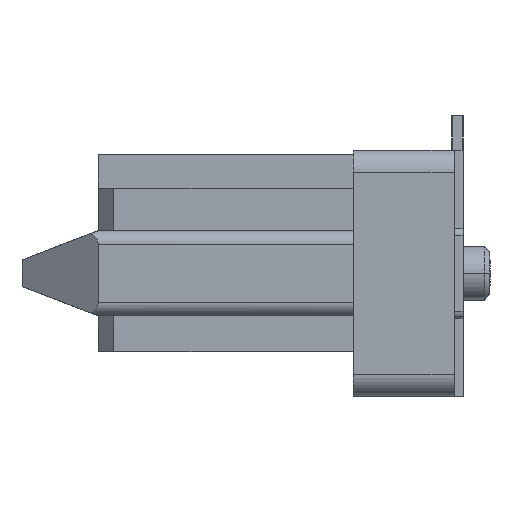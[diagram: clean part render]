
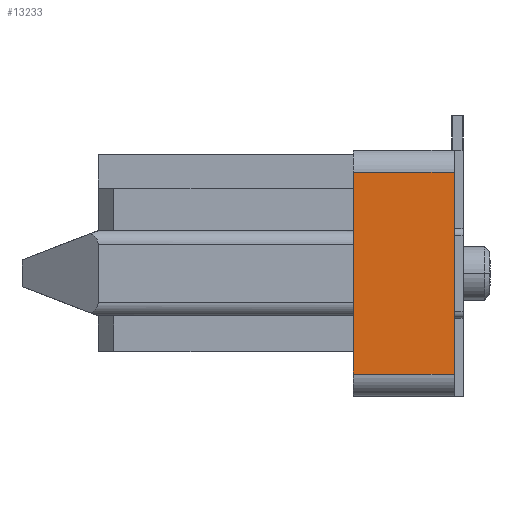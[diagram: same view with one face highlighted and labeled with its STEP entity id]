
A CAD part, left-side view. The second image highlights one B-rep face of the part: STEP entity #13233.
In plain terms, the highlighted planar face has unit normal (-1, 0, 0).
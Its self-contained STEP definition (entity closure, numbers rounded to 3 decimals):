
#810=DIRECTION('',(0.,0.,-1.));
#811=VECTOR('',#810,4.5);
#812=CARTESIAN_POINT('',(-22.875,1.85,2.25));
#813=LINE('7171',#812,#811);
#957=DIRECTION('',(0.,0.,1.));
#958=VECTOR('',#957,4.5);
#959=CARTESIAN_POINT('',(-22.875,-0.4,-2.25));
#960=LINE('7179',#959,#958);
#993=DIRECTION('',(0.,-1.,0.));
#994=VECTOR('',#993,2.25);
#995=CARTESIAN_POINT('',(-22.875,1.85,-2.25));
#996=LINE('7210',#995,#994);
#997=DIRECTION('',(0.,1.,0.));
#998=VECTOR('',#997,2.25);
#999=CARTESIAN_POINT('',(-22.875,-0.4,2.25));
#1000=LINE('7211',#999,#998);
#10138=CARTESIAN_POINT('',(-22.875,1.85,2.25));
#10139=VERTEX_POINT('',#10138);
#10140=CARTESIAN_POINT('',(-22.875,1.85,-2.25));
#10141=VERTEX_POINT('',#10140);
#10150=CARTESIAN_POINT('',(-22.875,-0.4,-2.25));
#10151=CARTESIAN_POINT('',(-22.875,-0.4,2.25));
#10152=VERTEX_POINT('',#10150);
#10153=VERTEX_POINT('',#10151);
#13220=CARTESIAN_POINT('',(-22.875,0.725,0.));
#13221=DIRECTION('',(1.,0.,0.));
#13222=DIRECTION('',(0.,0.,-1.));
#13223=AXIS2_PLACEMENT_3D('',#13220,#13221,#13222);
#13224=PLANE('9068',#13223);
#13225=ORIENTED_EDGE('7179',*,*,#13193,.F.);
#13227=ORIENTED_EDGE('7210',*,*,#13226,.F.);
#13228=ORIENTED_EDGE('7171',*,*,#13056,.F.);
#13230=ORIENTED_EDGE('7211',*,*,#13229,.F.);
#13231=EDGE_LOOP('9068',(#13225,#13227,#13228,#13230));
#13232=FACE_OUTER_BOUND('9068',#13231,.F.);
#13233=ADVANCED_FACE('9068',(#13232),#13224,.F.);
#13056=EDGE_CURVE('7171',#10139,#10141,#813,.T.);
#13193=EDGE_CURVE('7179',#10152,#10153,#960,.T.);
#13226=EDGE_CURVE('7210',#10141,#10152,#996,.T.);
#13229=EDGE_CURVE('7211',#10153,#10139,#1000,.T.);
